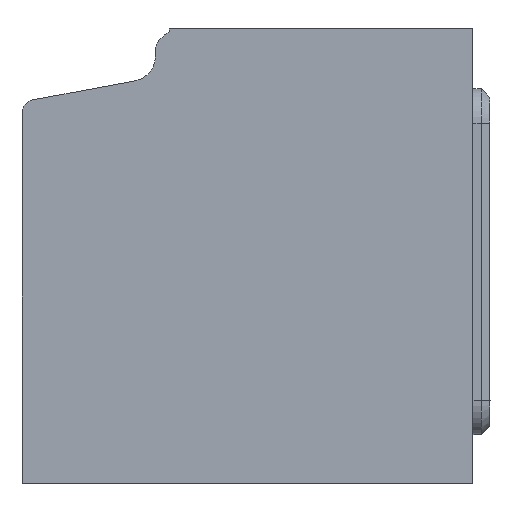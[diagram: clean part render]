
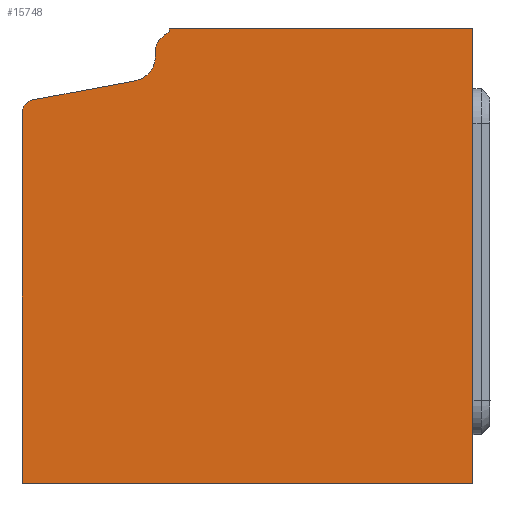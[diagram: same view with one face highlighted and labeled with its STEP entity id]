
A CAD part, front view. The second image highlights one B-rep face of the part: STEP entity #15748.
In plain terms, the highlighted planar face has unit normal (0, -1, 0).
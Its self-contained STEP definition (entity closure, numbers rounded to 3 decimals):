
#17=(
BOUNDED_CURVE()
B_SPLINE_CURVE(5,(#28621,#28622,#28623,#28624,#28625,#28626,#28627,#28628,
#28629,#28630,#28631,#28632,#28633,#28634,#28635),.UNSPECIFIED.,.F.,.F.)
B_SPLINE_CURVE_WITH_KNOTS((6,1,1,1,1,1,1,1,1,1,6),(0.,0.1,0.2,0.3,0.4,0.5,
0.6,0.7,0.8,0.9,1.),.UNSPECIFIED.)
CURVE()
GEOMETRIC_REPRESENTATION_ITEM()
RATIONAL_B_SPLINE_CURVE((1.,1.,1.,1.,1.,1.,1.,1.,1.,1.,1.,1.,1.,1.,1.))
REPRESENTATION_ITEM('')
);
#18=(
BOUNDED_CURVE()
B_SPLINE_CURVE(5,(#28639,#28640,#28641,#28642,#28643,#28644,#28645,#28646,
#28647,#28648),.UNSPECIFIED.,.F.,.F.)
B_SPLINE_CURVE_WITH_KNOTS((6,1,1,1,1,6),(0.,0.2,0.4,0.6,0.8,1.),
 .UNSPECIFIED.)
CURVE()
GEOMETRIC_REPRESENTATION_ITEM()
RATIONAL_B_SPLINE_CURVE((1.,1.,1.,1.,1.,1.,1.,1.,1.,1.))
REPRESENTATION_ITEM('')
);
#1616=FACE_OUTER_BOUND('',#2582,.T.);
#2582=EDGE_LOOP('',(#14391,#14392,#14393,#14394,#14395,#14396,#14397,#14398));
#4728=LINE('',#28558,#6202);
#4737=LINE('',#28604,#6211);
#4742=LINE('',#28616,#6216);
#4743=LINE('',#28619,#6217);
#4744=LINE('',#28637,#6218);
#4745=LINE('',#28649,#6219);
#6202=VECTOR('',#22058,10.);
#6211=VECTOR('',#22073,10.);
#6216=VECTOR('',#22082,10.);
#6217=VECTOR('',#22085,10.);
#6218=VECTOR('',#22086,10.);
#6219=VECTOR('',#22087,10.);
#7601=VERTEX_POINT('',#28555);
#7602=VERTEX_POINT('',#28557);
#7611=VERTEX_POINT('',#28602);
#7616=VERTEX_POINT('',#28614);
#7617=VERTEX_POINT('',#28618);
#7618=VERTEX_POINT('',#28620);
#7619=VERTEX_POINT('',#28636);
#7620=VERTEX_POINT('',#28638);
#9863=EDGE_CURVE('',#7602,#7601,#4728,.T.);
#9875=EDGE_CURVE('',#7611,#7601,#4737,.T.);
#9881=EDGE_CURVE('',#7611,#7616,#4742,.T.);
#9882=EDGE_CURVE('',#7616,#7617,#4743,.T.);
#9883=EDGE_CURVE('',#7618,#7617,#17,.T.);
#9884=EDGE_CURVE('',#7619,#7618,#4744,.T.);
#9885=EDGE_CURVE('',#7620,#7619,#18,.T.);
#9886=EDGE_CURVE('',#7620,#7602,#4745,.T.);
#14391=ORIENTED_EDGE('',*,*,#9875,.F.);
#14392=ORIENTED_EDGE('',*,*,#9881,.T.);
#14393=ORIENTED_EDGE('',*,*,#9882,.T.);
#14394=ORIENTED_EDGE('',*,*,#9883,.F.);
#14395=ORIENTED_EDGE('',*,*,#9884,.F.);
#14396=ORIENTED_EDGE('',*,*,#9885,.F.);
#14397=ORIENTED_EDGE('',*,*,#9886,.T.);
#14398=ORIENTED_EDGE('',*,*,#9863,.T.);
#14867=PLANE('',#17421);
#15748=ADVANCED_FACE('',(#1616),#14867,.F.);
#17421=AXIS2_PLACEMENT_3D('',#28617,#22083,#22084);
#22058=DIRECTION('',(1.,0.,0.));
#22073=DIRECTION('',(0.,0.,-1.));
#22082=DIRECTION('',(-1.,0.,-0.001));
#22083=DIRECTION('center_axis',(0.,1.,0.));
#22084=DIRECTION('ref_axis',(1.,0.,0.));
#22085=DIRECTION('',(0.,0.,-1.));
#22086=DIRECTION('',(0.983,0.,0.183));
#22087=DIRECTION('',(0.,0.,-1.));
#28555=CARTESIAN_POINT('',(154.983,-155.,223.));
#28557=CARTESIAN_POINT('',(102.994,-155.,223.));
#28558=CARTESIAN_POINT('',(102.994,-155.,223.));
#28602=CARTESIAN_POINT('',(154.983,-155.,275.5));
#28604=CARTESIAN_POINT('',(154.983,-155.,249.25));
#28614=CARTESIAN_POINT('',(119.994,-155.,275.472));
#28616=CARTESIAN_POINT('',(154.994,-155.,275.5));
#28617=CARTESIAN_POINT('Origin',(128.994,-155.,249.25));
#28618=CARTESIAN_POINT('',(119.994,-155.,275.2));
#28619=CARTESIAN_POINT('',(119.994,-155.,275.472));
#28620=CARTESIAN_POINT('',(115.744,-155.,269.42));
#28621=CARTESIAN_POINT('Ctrl Pts',(115.744,-155.,269.42));
#28622=CARTESIAN_POINT('Ctrl Pts',(115.998,-155.,269.467));
#28623=CARTESIAN_POINT('Ctrl Pts',(116.47,-155.,269.583));
#28624=CARTESIAN_POINT('Ctrl Pts',(117.073,-155.,269.821));
#28625=CARTESIAN_POINT('Ctrl Pts',(117.672,-155.,270.251));
#28626=CARTESIAN_POINT('Ctrl Pts',(118.125,-155.,270.913));
#28627=CARTESIAN_POINT('Ctrl Pts',(118.343,-155.,271.617));
#28628=CARTESIAN_POINT('Ctrl Pts',(118.404,-155.,272.291));
#28629=CARTESIAN_POINT('Ctrl Pts',(118.398,-155.,272.889));
#28630=CARTESIAN_POINT('Ctrl Pts',(118.433,-155.,273.423));
#28631=CARTESIAN_POINT('Ctrl Pts',(118.627,-155.,273.939));
#28632=CARTESIAN_POINT('Ctrl Pts',(118.995,-155.,274.39));
#28633=CARTESIAN_POINT('Ctrl Pts',(119.429,-155.,274.774));
#28634=CARTESIAN_POINT('Ctrl Pts',(119.793,-155.,275.054));
#28635=CARTESIAN_POINT('Ctrl Pts',(119.994,-155.,275.2));
#28636=CARTESIAN_POINT('',(104.241,-155.,267.276));
#28637=CARTESIAN_POINT('',(104.241,-155.,267.276));
#28638=CARTESIAN_POINT('',(102.994,-155.,265.8));
#28639=CARTESIAN_POINT('Ctrl Pts',(102.994,-155.,265.8));
#28640=CARTESIAN_POINT('Ctrl Pts',(102.999,-155.,265.868));
#28641=CARTESIAN_POINT('Ctrl Pts',(103.014,-155.,266.002));
#28642=CARTESIAN_POINT('Ctrl Pts',(103.052,-155.,266.2));
#28643=CARTESIAN_POINT('Ctrl Pts',(103.136,-155.,266.459));
#28644=CARTESIAN_POINT('Ctrl Pts',(103.325,-155.,266.766));
#28645=CARTESIAN_POINT('Ctrl Pts',(103.585,-155.,266.99));
#28646=CARTESIAN_POINT('Ctrl Pts',(103.871,-155.,267.141));
#28647=CARTESIAN_POINT('Ctrl Pts',(104.11,-155.,267.233));
#28648=CARTESIAN_POINT('Ctrl Pts',(104.241,-155.,267.276));
#28649=CARTESIAN_POINT('',(102.994,-155.,265.8));
